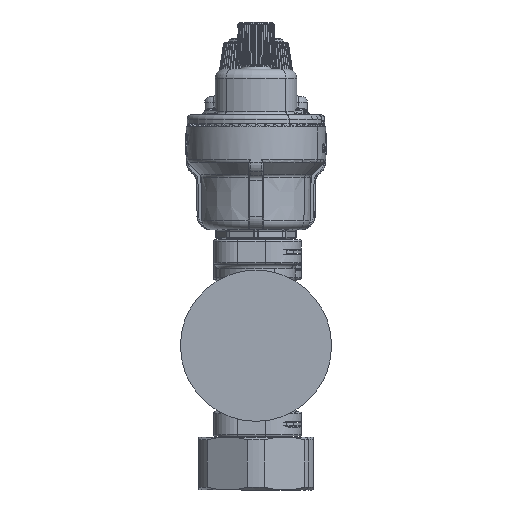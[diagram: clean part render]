
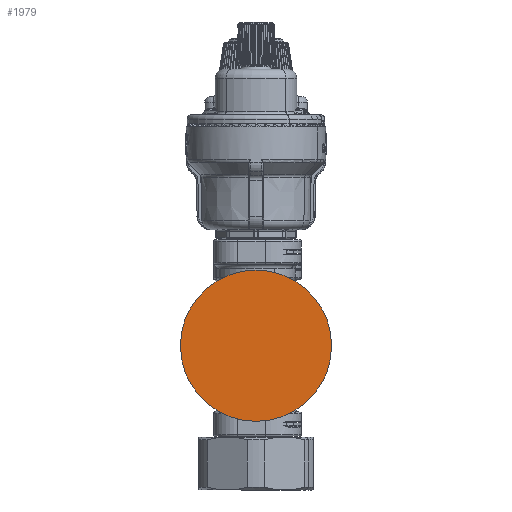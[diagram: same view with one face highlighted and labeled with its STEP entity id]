
A CAD part, front view. The second image highlights one B-rep face of the part: STEP entity #1979.
In plain terms, the highlighted planar face has unit normal (0, -1, 0).
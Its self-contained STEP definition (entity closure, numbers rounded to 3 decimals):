
#1956=CARTESIAN_POINT('Axis2P3D Location',(0.,-91.567,0.)) ;
#1961=CARTESIAN_POINT('Axis2P3D Location',(0.,-91.567,0.)) ;
#1965=CARTESIAN_POINT('Vertex',(-25.,-91.567,0.)) ;
#1967=CARTESIAN_POINT('Vertex',(25.,-91.567,0.)) ;
#1970=CARTESIAN_POINT('Axis2P3D Location',(0.,-91.567,0.)) ;
#1957=DIRECTION('Axis2P3D Direction',(0.,-1.,0.)) ;
#1958=DIRECTION('Axis2P3D XDirection',(1.,0.,0.)) ;
#1962=DIRECTION('Axis2P3D Direction',(0.,-1.,0.)) ;
#1971=DIRECTION('Axis2P3D Direction',(0.,-1.,0.)) ;
#1959=AXIS2_PLACEMENT_3D('Plane Axis2P3D',#1956,#1957,#1958) ;
#1963=AXIS2_PLACEMENT_3D('Circle Axis2P3D',#1961,#1962,$) ;
#1972=AXIS2_PLACEMENT_3D('Circle Axis2P3D',#1970,#1971,$) ;
#1976=ORIENTED_EDGE('',*,*,#1969,.T.) ;
#1977=ORIENTED_EDGE('',*,*,#1974,.T.) ;
#1979=ADVANCED_FACE('PartBody',(#1978),#1960,.T.) ;
#1964=CIRCLE('generated circle',#1963,25.) ;
#1973=CIRCLE('generated circle',#1972,25.) ;
#1969=EDGE_CURVE('',#1966,#1968,#1964,.T.) ;
#1974=EDGE_CURVE('',#1968,#1966,#1973,.T.) ;
#1975=EDGE_LOOP('',(#1976,#1977)) ;
#1978=FACE_OUTER_BOUND('',#1975,.T.) ;
#1960=PLANE('',#1959) ;
#1966=VERTEX_POINT('',#1965) ;
#1968=VERTEX_POINT('',#1967) ;
